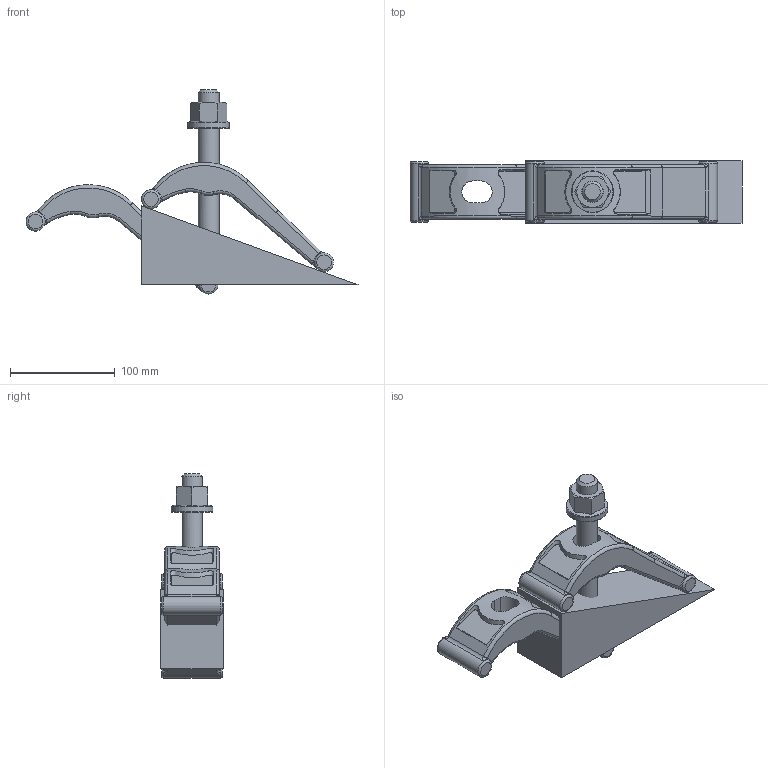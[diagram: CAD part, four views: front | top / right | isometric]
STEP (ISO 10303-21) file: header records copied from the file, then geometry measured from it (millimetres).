
FILE_DESCRIPTION( ( 'Unknown' ), '1' );
FILE_NAME( 'CP20-20194.stp', 'Unknown', ( 'Unknown' ), ( 'Unknown' ), 'XStep 1.0', 'Unknown', ' ' );
FILE_SCHEMA( ( 'CONFIG_CONTROL_DESIGN' ) );
Length unit declared in the file: millimetre
Products named in the file (5): Assem1; 1; 2; 3; 4
Bounding box: 317.09 x 60 x 195 mm (x, y, z)
Volume: 1534833.4 mm3; surface area: 201741.3 mm2
Topology: 8 solids, 8 shells, 276 faces, 690 edges, 394 vertices
Faces by surface type: plane 78, cylinder 74, bspline 52, torus 44, cone 20, sphere 8
Full cylindrical faces by diameter (mm): 17.5 x2, 20 x2, 40 x2
Entity records: 9625 total; most frequent: CARTESIAN_POINT 6522, ORIENTED_EDGE 612, DIRECTION 567, EDGE_CURVE 306, AXIS2_PLACEMENT_3D 238, VERTEX_POINT 189, EDGE_LOOP 155, FACE_OUTER_BOUND 147
